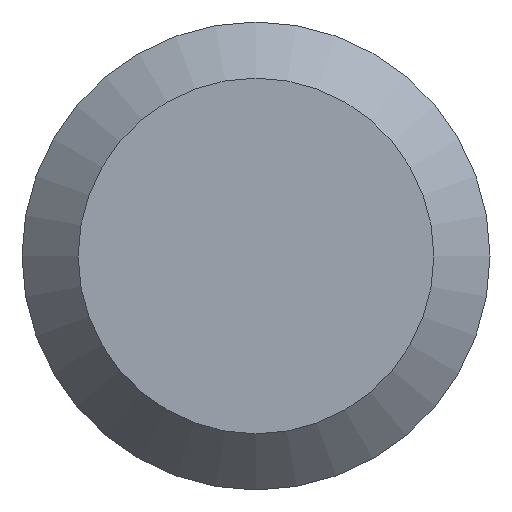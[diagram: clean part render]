
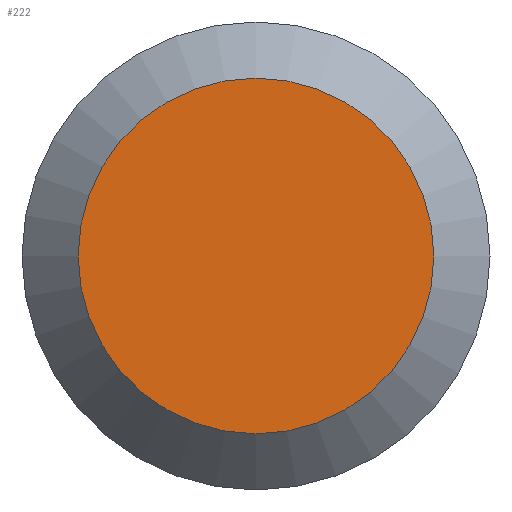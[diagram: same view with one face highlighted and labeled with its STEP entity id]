
A CAD part, left-side view. The second image highlights one B-rep face of the part: STEP entity #222.
In plain terms, the highlighted planar face has unit normal (-1, 0, 0).
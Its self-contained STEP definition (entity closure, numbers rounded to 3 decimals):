
#39=PLANE('',#244);
#62=FACE_OUTER_BOUND('',#81,.T.);
#81=EDGE_LOOP('',(#168));
#104=CIRCLE('',#240,3.8);
#117=VERTEX_POINT('',#342);
#138=EDGE_CURVE('',#117,#117,#104,.T.);
#168=ORIENTED_EDGE('',*,*,#138,.F.);
#222=ADVANCED_FACE('',(#62),#39,.T.);
#240=AXIS2_PLACEMENT_3D('',#343,#273,#274);
#244=AXIS2_PLACEMENT_3D('',#349,#281,#282);
#273=DIRECTION('center_axis',(1.,0.,0.));
#274=DIRECTION('ref_axis',(0.,-1.,0.));
#281=DIRECTION('center_axis',(-1.,0.,0.));
#282=DIRECTION('ref_axis',(0.,0.,1.));
#342=CARTESIAN_POINT('',(0.,3.8,0.));
#343=CARTESIAN_POINT('Origin',(0.,0.,
0.));
#349=CARTESIAN_POINT('Origin',(0.,5.,0.));
